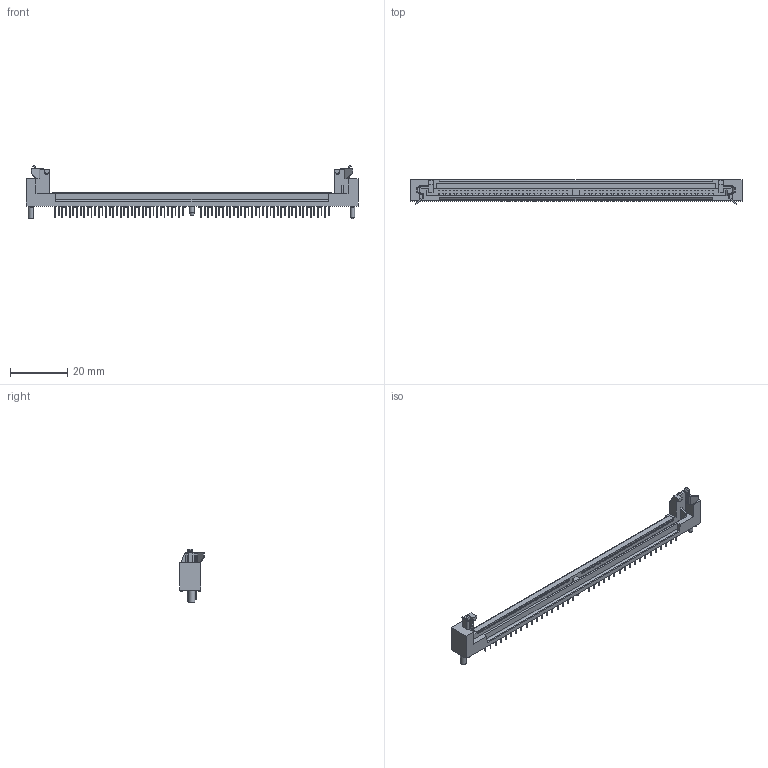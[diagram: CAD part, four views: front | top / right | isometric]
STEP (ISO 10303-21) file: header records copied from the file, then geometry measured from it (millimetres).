
FILE_DESCRIPTION((''),'2;1');
FILE_NAME('C-5822021-4','2019-11-04T07:27:21',('workeradm'),('TE Connectivity Ltd.'),'CREO PARAMETRIC BY PTC INC, 2019030','CREO PARAMETRIC BY PTC INC, 2019030','');
FILE_SCHEMA(('AUTOMOTIVE_DESIGN { 1 0 10303 214 1 1 1 1 }'));
Length unit declared in the file: millimetre
Products named in the file (1): C-5822021-4
Bounding box: 115.57 x 8.51 x 18.67 mm (x, y, z)
Volume: 3352.2 mm3; surface area: 4397 mm2
Topology: 1 solids, 1 shells, 1788 faces, 4540 edges, 3019 vertices
Faces by surface type: plane 1438, cylinder 343, cone 7
Entity records: 53795 total; most frequent: CARTESIAN_POINT 9427, ORIENTED_EDGE 9080, DIRECTION 8797, EDGE_CURVE 4540, VECTOR 3835, LINE 3835, VERTEX_POINT 3019, AXIS2_PLACEMENT_3D 2481
